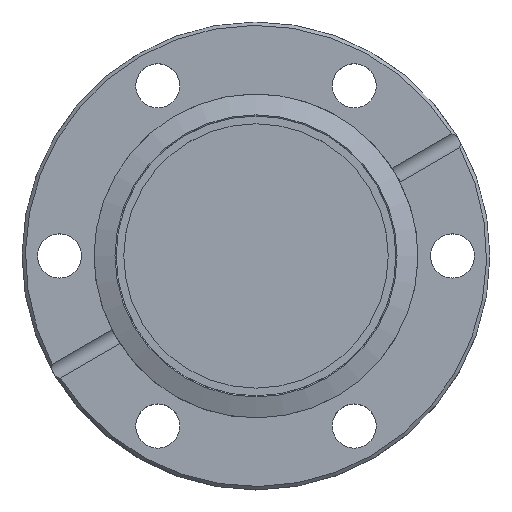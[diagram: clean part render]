
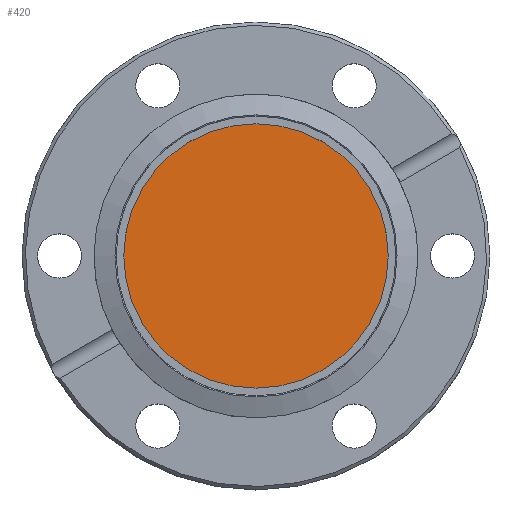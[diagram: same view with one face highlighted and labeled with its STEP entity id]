
A CAD part, top view. The second image highlights one B-rep face of the part: STEP entity #420.
In plain terms, the highlighted planar face has unit normal (0, 0, 1).
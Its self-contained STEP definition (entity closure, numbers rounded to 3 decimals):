
#43=PLANE('',#469);
#49=FACE_OUTER_BOUND('',#73,.T.);
#73=EDGE_LOOP('',(#287));
#144=CIRCLE('',#468,19.75);
#181=VERTEX_POINT('',#672);
#223=EDGE_CURVE('',#181,#181,#144,.T.);
#287=ORIENTED_EDGE('',*,*,#223,.F.);
#420=ADVANCED_FACE('',(#49),#43,.T.);
#468=AXIS2_PLACEMENT_3D('',#674,#534,#535);
#469=AXIS2_PLACEMENT_3D('',#675,#536,#537);
#534=DIRECTION('center_axis',(0.,0.,-1.));
#535=DIRECTION('ref_axis',(1.,0.,0.));
#536=DIRECTION('center_axis',(0.,0.,1.));
#537=DIRECTION('ref_axis',(1.,0.,0.));
#672=CARTESIAN_POINT('',(-19.75,0.,-4.2));
#674=CARTESIAN_POINT('Origin',(0.,0.,-4.2));
#675=CARTESIAN_POINT('Origin',(0.,0.,-4.2));
